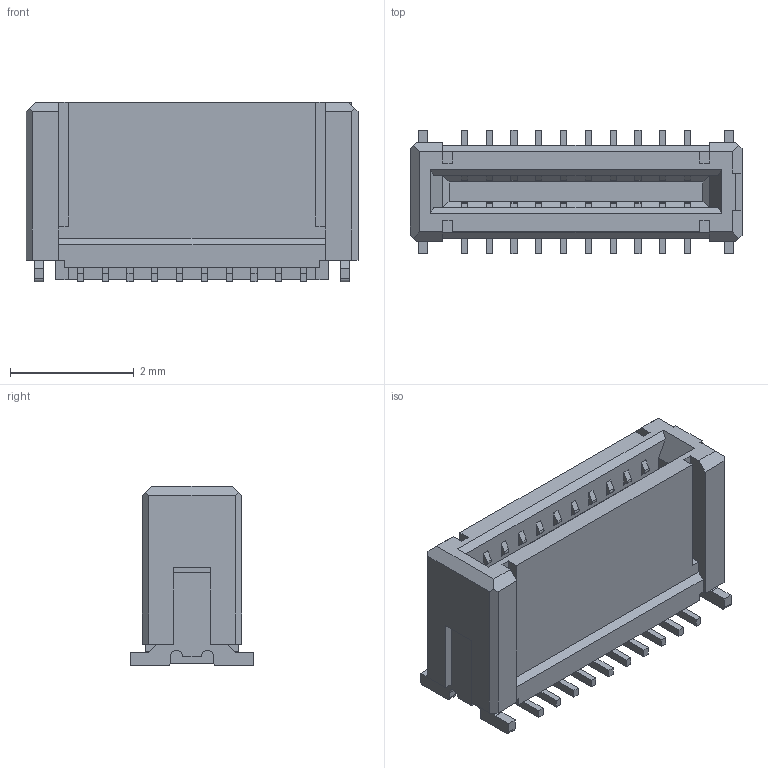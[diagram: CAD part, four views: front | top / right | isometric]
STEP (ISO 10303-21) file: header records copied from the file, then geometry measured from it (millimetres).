
FILE_DESCRIPTION((''),'2;1');
FILE_NAME('2039550203','2019-10-30T',('gga'),(''),'PRO/ENGINEER BY PARAMETRIC TECHNOLOGY CORPORATION, 2016010','PRO/ENGINEER BY PARAMETRIC TECHNOLOGY CORPORATION, 2016010','');
FILE_SCHEMA(('CONFIG_CONTROL_DESIGN'));
Length unit declared in the file: millimetre
Products named in the file (1): 2039550203
Bounding box: 5.36 x 2 x 2.9 mm (x, y, z)
Volume: 15.2 mm3; surface area: 93.7 mm2
Topology: 1 solids, 1 shells, 392 faces, 1149 edges, 796 vertices
Faces by surface type: plane 336, cylinder 56
Entity records: 12756 total; most frequent: CARTESIAN_POINT 2242, ORIENTED_EDGE 2106, DIRECTION 2047, EDGE_CURVE 1053, VECTOR 1037, LINE 1037, VERTEX_POINT 700, AXIS2_PLACEMENT_3D 505
